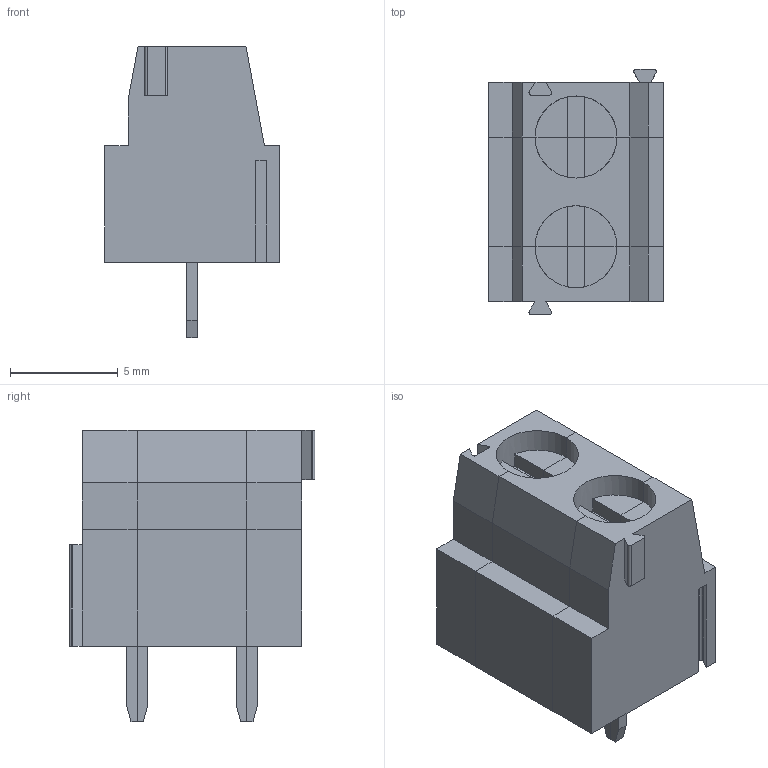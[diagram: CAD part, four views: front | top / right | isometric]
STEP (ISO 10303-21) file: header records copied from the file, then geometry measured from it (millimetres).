
FILE_DESCRIPTION(('STEP AP242'),'1');
FILE_NAME('691213510002.stp','2022-08-21T07:46:05',('TraceParts'),('TraceParts S.A.'),'Spatial InterOp 3D',' ',' ');
FILE_SCHEMA(('AP242_MANAGED_MODEL_BASED_3D_ENGINEERING_MIM_LF {1 0 10303 442 1 1 4}'));
Length unit declared in the file: millimetre
Products named in the file (1): 691213510002_1
Bounding box: 8.1 x 11.36 x 13.5 mm (x, y, z)
Volume: 599.8 mm3; surface area: 915 mm2
Topology: 3 solids, 3 shells, 173 faces, 493 edges, 326 vertices
Faces by surface type: plane 153, cylinder 20
Entity records: 6959 total; most frequent: CARTESIAN_POINT 995, ORIENTED_EDGE 986, DIRECTION 893, EDGE_CURVE 493, LINE 445, VECTOR 445, VERTEX_POINT 326, AXIS2_PLACEMENT_3D 224
